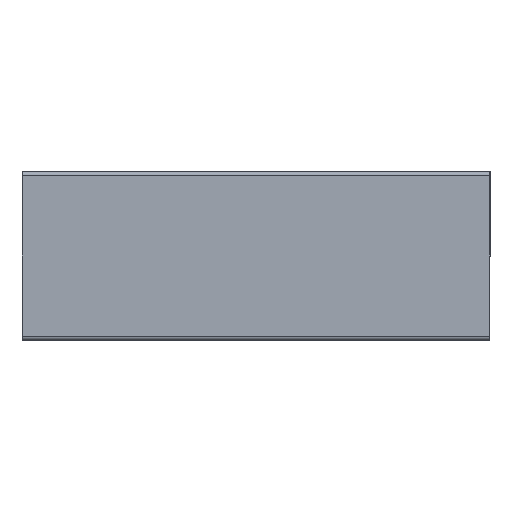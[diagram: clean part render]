
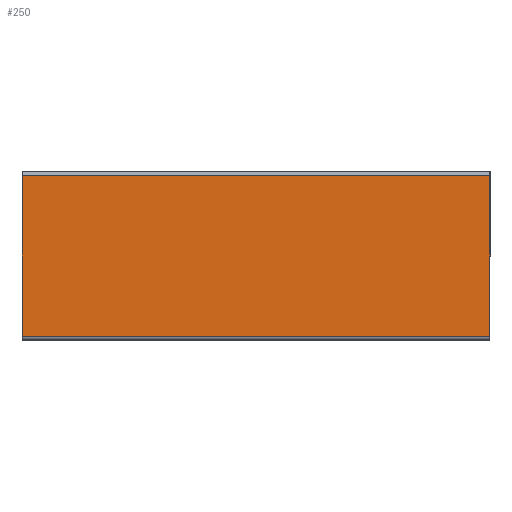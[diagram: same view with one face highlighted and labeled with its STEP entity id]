
A CAD part, left-side view. The second image highlights one B-rep face of the part: STEP entity #250.
In plain terms, the highlighted planar face has unit normal (-1, 0, 0).
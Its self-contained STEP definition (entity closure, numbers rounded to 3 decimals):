
#125 = DIRECTION ( 'NONE',  ( 0., 0., -1. ) ) ;
#129 = LINE ( 'NONE', #2562, #3153 ) ;
#250 = ADVANCED_FACE ( 'NONE', ( #4029 ), #1689, .F. ) ;
#418 = VECTOR ( 'NONE', #4055, 1000. ) ;
#970 = CARTESIAN_POINT ( 'NONE',  ( -0.3, 0.01, 1.25 ) ) ;
#1337 = CARTESIAN_POINT ( 'NONE',  ( -0.3, 0.01, 0. ) ) ;
#1357 = DIRECTION ( 'NONE',  ( 1., 0., 0. ) ) ;
#1363 = EDGE_LOOP ( 'NONE', ( #2393, #4018, #1721, #3207 ) ) ;
#1404 = EDGE_CURVE ( 'NONE', #2398, #2887, #1745, .T. ) ;
#1689 = PLANE ( 'NONE',  #3764 ) ;
#1721 = ORIENTED_EDGE ( 'NONE', *, *, #1404, .F. ) ;
#1730 = VERTEX_POINT ( 'NONE', #1337 ) ;
#1745 = LINE ( 'NONE', #2904, #3265 ) ;
#2020 = CARTESIAN_POINT ( 'NONE',  ( -0.3, 0.44, 0. ) ) ;
#2393 = ORIENTED_EDGE ( 'NONE', *, *, #3823, .T. ) ;
#2398 = VERTEX_POINT ( 'NONE', #3885 ) ;
#2562 = CARTESIAN_POINT ( 'NONE',  ( -0.3, 0.01, 0. ) ) ;
#2837 = DIRECTION ( 'NONE',  ( 0., -1., 0. ) ) ;
#2872 = VECTOR ( 'NONE', #3852, 1000. ) ;
#2887 = VERTEX_POINT ( 'NONE', #3862 ) ;
#2897 = CARTESIAN_POINT ( 'NONE',  ( -0.3, 0.01, 1.25 ) ) ;
#2904 = CARTESIAN_POINT ( 'NONE',  ( -0.3, 0.01, 1.25 ) ) ;
#2915 = LINE ( 'NONE', #3096, #418 ) ;
#3050 = EDGE_CURVE ( 'NONE', #2887, #1730, #3121, .T. ) ;
#3096 = CARTESIAN_POINT ( 'NONE',  ( -0.3, 0.44, 1.25 ) ) ;
#3121 = LINE ( 'NONE', #970, #2872 ) ;
#3153 = VECTOR ( 'NONE', #2837, 1000. ) ;
#3207 = ORIENTED_EDGE ( 'NONE', *, *, #3708, .T. ) ;
#3226 = DIRECTION ( 'NONE',  ( 0., -1., 0. ) ) ;
#3265 = VECTOR ( 'NONE', #3226, 1000. ) ;
#3708 = EDGE_CURVE ( 'NONE', #2398, #3860, #2915, .T. ) ;
#3764 = AXIS2_PLACEMENT_3D ( 'NONE', #2897, #1357, #125 ) ;
#3823 = EDGE_CURVE ( 'NONE', #3860, #1730, #129, .T. ) ;
#3852 = DIRECTION ( 'NONE',  ( 0., 0., -1. ) ) ;
#3860 = VERTEX_POINT ( 'NONE', #2020 ) ;
#3862 = CARTESIAN_POINT ( 'NONE',  ( -0.3, 0.01, 1.25 ) ) ;
#3885 = CARTESIAN_POINT ( 'NONE',  ( -0.3, 0.44, 1.25 ) ) ;
#4018 = ORIENTED_EDGE ( 'NONE', *, *, #3050, .F. ) ;
#4029 = FACE_OUTER_BOUND ( 'NONE', #1363, .T. ) ;
#4055 = DIRECTION ( 'NONE',  ( 0., 0., -1. ) ) ;
